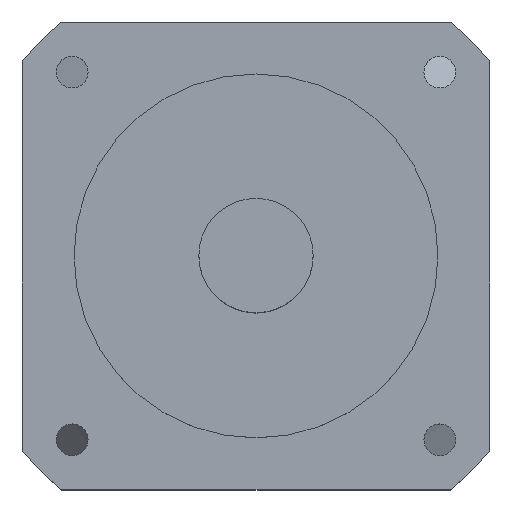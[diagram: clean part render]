
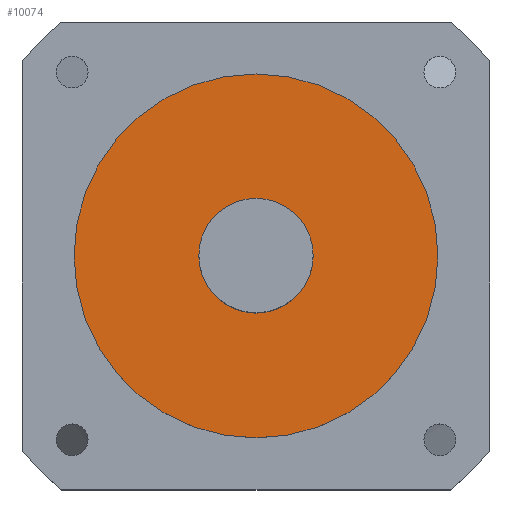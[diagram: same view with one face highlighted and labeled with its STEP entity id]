
A CAD part, top view. The second image highlights one B-rep face of the part: STEP entity #10074.
In plain terms, the highlighted planar face has unit normal (0, 0, 1).
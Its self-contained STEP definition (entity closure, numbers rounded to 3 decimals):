
#739 = CARTESIAN_POINT ( 'NONE',  ( 0., 0., 109. ) ) ;
#1094 = CIRCLE ( 'NONE', #8252, 35. ) ;
#1794 = CARTESIAN_POINT ( 'NONE',  ( 0., 0., 109. ) ) ;
#1943 = EDGE_CURVE ( 'NONE', #18947, #2440, #16065, .T. ) ;
#2001 = ORIENTED_EDGE ( 'NONE', *, *, #1943, .F. ) ;
#2440 = VERTEX_POINT ( 'NONE', #13685 ) ;
#3894 = DIRECTION ( 'NONE',  ( 0., 0., 1. ) ) ;
#4546 = AXIS2_PLACEMENT_3D ( 'NONE', #20115, #9066, #15619 ) ;
#4962 = VERTEX_POINT ( 'NONE', #12323 ) ;
#5677 = EDGE_CURVE ( 'NONE', #4962, #24591, #15011, .T. ) ;
#6870 = ORIENTED_EDGE ( 'NONE', *, *, #23577, .T. ) ;
#7057 = EDGE_LOOP ( 'NONE', ( #27780, #2001 ) ) ;
#8252 = AXIS2_PLACEMENT_3D ( 'NONE', #25944, #23859, #14269 ) ;
#9066 = DIRECTION ( 'NONE',  ( 0., 0., 1. ) ) ;
#10074 = ADVANCED_FACE ( 'NONE', ( #21500, #16544 ), #10152, .T. ) ;
#10152 = PLANE ( 'NONE',  #21197 ) ;
#10966 = CIRCLE ( 'NONE', #27651, 11. ) ;
#11214 = CARTESIAN_POINT ( 'NONE',  ( 0., 0., 109. ) ) ;
#12323 = CARTESIAN_POINT ( 'NONE',  ( 35., 0., 109. ) ) ;
#13134 = DIRECTION ( 'NONE',  ( 1., 0., 0. ) ) ;
#13685 = CARTESIAN_POINT ( 'NONE',  ( -11., 0., 109. ) ) ;
#13830 = CARTESIAN_POINT ( 'NONE',  ( -35., 0., 109. ) ) ;
#14269 = DIRECTION ( 'NONE',  ( 1., 0., 0. ) ) ;
#15011 = CIRCLE ( 'NONE', #4546, 35. ) ;
#15619 = DIRECTION ( 'NONE',  ( 1., 0., 0. ) ) ;
#16065 = CIRCLE ( 'NONE', #19885, 11. ) ;
#16544 = FACE_OUTER_BOUND ( 'NONE', #21956, .T. ) ;
#16701 = EDGE_CURVE ( 'NONE', #2440, #18947, #10966, .T. ) ;
#18679 = ORIENTED_EDGE ( 'NONE', *, *, #5677, .T. ) ;
#18947 = VERTEX_POINT ( 'NONE', #27535 ) ;
#19399 = DIRECTION ( 'NONE',  ( 1., 0., 0. ) ) ;
#19573 = DIRECTION ( 'NONE',  ( 0., 0., 1. ) ) ;
#19885 = AXIS2_PLACEMENT_3D ( 'NONE', #1794, #19573, #13134 ) ;
#20115 = CARTESIAN_POINT ( 'NONE',  ( 0., 0., 109. ) ) ;
#20315 = DIRECTION ( 'NONE',  ( 1., 0., 0. ) ) ;
#21197 = AXIS2_PLACEMENT_3D ( 'NONE', #739, #25682, #19399 ) ;
#21500 = FACE_BOUND ( 'NONE', #7057, .T. ) ;
#21956 = EDGE_LOOP ( 'NONE', ( #6870, #18679 ) ) ;
#23577 = EDGE_CURVE ( 'NONE', #24591, #4962, #1094, .T. ) ;
#23859 = DIRECTION ( 'NONE',  ( 0., 0., 1. ) ) ;
#24591 = VERTEX_POINT ( 'NONE', #13830 ) ;
#25682 = DIRECTION ( 'NONE',  ( 0., 0., 1. ) ) ;
#25944 = CARTESIAN_POINT ( 'NONE',  ( 0., 0., 109. ) ) ;
#27535 = CARTESIAN_POINT ( 'NONE',  ( 11., 0., 109. ) ) ;
#27651 = AXIS2_PLACEMENT_3D ( 'NONE', #11214, #3894, #20315 ) ;
#27780 = ORIENTED_EDGE ( 'NONE', *, *, #16701, .F. ) ;
